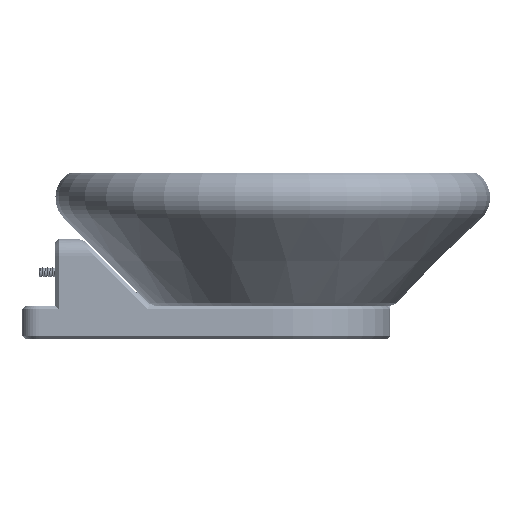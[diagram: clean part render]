
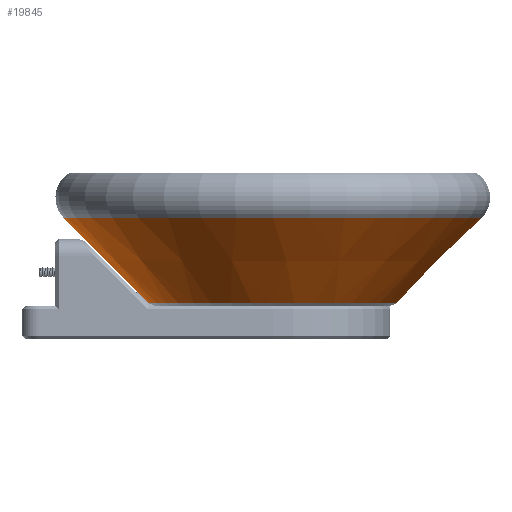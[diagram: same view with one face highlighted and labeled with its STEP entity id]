
A CAD part, front view. The second image highlights one B-rep face of the part: STEP entity #19845.
In plain terms, the highlighted conical face has half-angle 45 degrees and reference radius 49.341 mm.
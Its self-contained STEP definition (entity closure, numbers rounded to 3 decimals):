
#725=CONICAL_SURFACE('',#21261,49.341,0.785);
#1833=LINE('',#41960,#3522);
#3522=VECTOR('',#24705,49.341);
#5577=FACE_OUTER_BOUND('',#6685,.T.);
#6685=EDGE_LOOP('',(#15488,#15489,#15490,#15491,#15492));
#7652=CIRCLE('',#21258,36.909);
#7653=CIRCLE('',#21259,36.909);
#7655=CIRCLE('',#21262,62.481);
#8943=VERTEX_POINT('',#41950);
#8944=VERTEX_POINT('',#41951);
#8946=VERTEX_POINT('',#41958);
#11299=EDGE_CURVE('',#8943,#8944,#7652,.T.);
#11300=EDGE_CURVE('',#8944,#8943,#7653,.T.);
#11303=EDGE_CURVE('',#8946,#8946,#7655,.T.);
#11304=EDGE_CURVE('',#8946,#8944,#1833,.T.);
#15488=ORIENTED_EDGE('',*,*,#11303,.F.);
#15489=ORIENTED_EDGE('',*,*,#11304,.T.);
#15490=ORIENTED_EDGE('',*,*,#11299,.F.);
#15491=ORIENTED_EDGE('',*,*,#11300,.F.);
#15492=ORIENTED_EDGE('',*,*,#11304,.F.);
#19845=ADVANCED_FACE('',(#5577),#725,.T.);
#21258=AXIS2_PLACEMENT_3D('',#41952,#24694,#24695);
#21259=AXIS2_PLACEMENT_3D('',#41953,#24696,#24697);
#21261=AXIS2_PLACEMENT_3D('',#41957,#24701,#24702);
#21262=AXIS2_PLACEMENT_3D('',#41959,#24703,#24704);
#24694=DIRECTION('center_axis',(0.,0.,-1.));
#24695=DIRECTION('ref_axis',(-1.,0.,0.));
#24696=DIRECTION('center_axis',(0.,0.,-1.));
#24697=DIRECTION('ref_axis',(-1.,0.,0.));
#24701=DIRECTION('center_axis',(0.,0.,1.));
#24702=DIRECTION('ref_axis',(1.,0.,0.));
#24703=DIRECTION('center_axis',(0.,0.,1.));
#24704=DIRECTION('ref_axis',(1.,0.,0.));
#24705=DIRECTION('',(0.707,0.,-0.707));
#41950=CARTESIAN_POINT('',(36.909,0.,-6.293));
#41951=CARTESIAN_POINT('',(-36.909,0.,-6.293));
#41952=CARTESIAN_POINT('Origin',(0.,0.,-6.293));
#41953=CARTESIAN_POINT('Origin',(0.,0.,-6.293));
#41957=CARTESIAN_POINT('Origin',(0.,0.,6.14));
#41958=CARTESIAN_POINT('',(-62.481,0.,19.28));
#41959=CARTESIAN_POINT('Origin',(0.,0.,19.28));
#41960=CARTESIAN_POINT('',(-49.341,0.,6.14));
